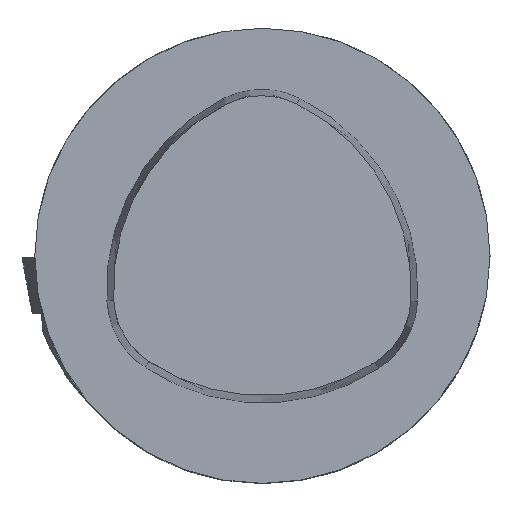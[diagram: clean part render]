
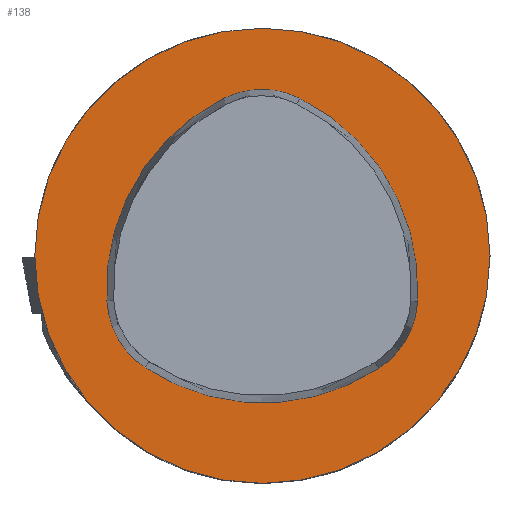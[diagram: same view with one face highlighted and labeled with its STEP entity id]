
A CAD part, top view. The second image highlights one B-rep face of the part: STEP entity #138.
In plain terms, the highlighted planar face has unit normal (0, 0, 1).
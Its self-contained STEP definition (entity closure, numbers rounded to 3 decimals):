
#92=CIRCLE('',#904,16.);
#138=ADVANCED_FACE('',(#217),#183,.T.);
#183=PLANE('',#910);
#217=FACE_OUTER_BOUND('',#271,.T.);
#271=EDGE_LOOP('',(#386));
#386=ORIENTED_EDGE('',*,*,#670,.F.);
#588=VERTEX_POINT('',#1419);
#670=EDGE_CURVE('',#588,#588,#92,.T.);
#904=AXIS2_PLACEMENT_3D('',#1418,#1047,#1048);
#910=AXIS2_PLACEMENT_3D('',#1437,#1063,#1064);
#1047=DIRECTION('',(0.,0.,-1.));
#1048=DIRECTION('',(-1.,0.,0.));
#1063=DIRECTION('',(0.,0.,1.));
#1064=DIRECTION('',(1.,0.,0.));
#1418=CARTESIAN_POINT('',(0.,0.,0.));
#1419=CARTESIAN_POINT('',(-16.,0.,0.));
#1437=CARTESIAN_POINT('',(0.,0.,0.));
